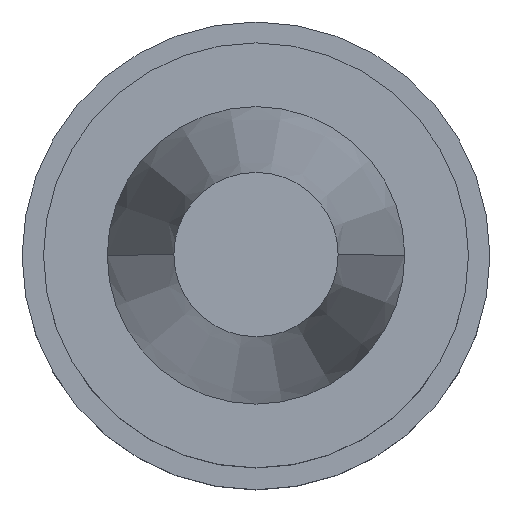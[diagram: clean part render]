
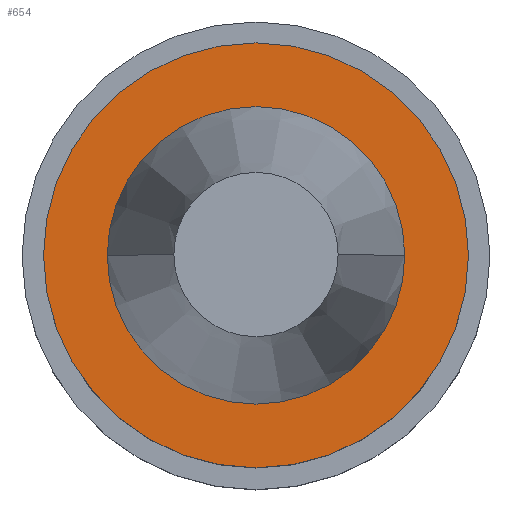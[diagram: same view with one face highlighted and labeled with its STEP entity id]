
A CAD part, top view. The second image highlights one B-rep face of the part: STEP entity #654.
In plain terms, the highlighted planar face has unit normal (0, 0, 1).
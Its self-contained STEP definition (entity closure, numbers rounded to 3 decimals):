
#37 = DIRECTION ( 'NONE',  ( 0., 0., 1. ) ) ;
#57 = EDGE_CURVE ( 'NONE', #421, #703, #513, .T. ) ;
#60 = DIRECTION ( 'NONE',  ( 0., 0., 1. ) ) ;
#76 = EDGE_CURVE ( 'NONE', #539, #863, #1017, .T. ) ;
#111 = ORIENTED_EDGE ( 'NONE', *, *, #531, .F. ) ;
#121 = ORIENTED_EDGE ( 'NONE', *, *, #57, .T. ) ;
#167 = DIRECTION ( 'NONE',  ( 0., 0., 1. ) ) ;
#219 = DIRECTION ( 'NONE',  ( 0., 0., 1. ) ) ;
#224 = ORIENTED_EDGE ( 'NONE', *, *, #76, .F. ) ;
#289 = CIRCLE ( 'NONE', #331, 31.75 ) ;
#318 = DIRECTION ( 'NONE',  ( 1., 0., 0. ) ) ;
#331 = AXIS2_PLACEMENT_3D ( 'NONE', #546, #167, #924 ) ;
#414 = CARTESIAN_POINT ( 'NONE',  ( 0., 0., -1. ) ) ;
#421 = VERTEX_POINT ( 'NONE', #754 ) ;
#425 = DIRECTION ( 'NONE',  ( 1., 0., 0. ) ) ;
#439 = CARTESIAN_POINT ( 'NONE',  ( 0., 31.75, -1. ) ) ;
#444 = PLANE ( 'NONE',  #650 ) ;
#497 = CARTESIAN_POINT ( 'NONE',  ( -31.75, 0., -1. ) ) ;
#513 = CIRCLE ( 'NONE', #956, 31.75 ) ;
#531 = EDGE_CURVE ( 'NONE', #863, #539, #1196, .T. ) ;
#539 = VERTEX_POINT ( 'NONE', #991 ) ;
#546 = CARTESIAN_POINT ( 'NONE',  ( 0., 0., -1. ) ) ;
#552 = FACE_BOUND ( 'NONE', #732, .T. ) ;
#603 = EDGE_LOOP ( 'NONE', ( #121, #800 ) ) ;
#647 = FACE_OUTER_BOUND ( 'NONE', #603, .T. ) ;
#650 = AXIS2_PLACEMENT_3D ( 'NONE', #439, #907, #813 ) ;
#654 = ADVANCED_FACE ( 'NONE', ( #552, #647 ), #444, .F. ) ;
#670 = EDGE_CURVE ( 'NONE', #703, #421, #289, .T. ) ;
#696 = CARTESIAN_POINT ( 'NONE',  ( -22.225, 0., -1. ) ) ;
#702 = CARTESIAN_POINT ( 'NONE',  ( 0., 0., -1. ) ) ;
#703 = VERTEX_POINT ( 'NONE', #497 ) ;
#732 = EDGE_LOOP ( 'NONE', ( #224, #111 ) ) ;
#754 = CARTESIAN_POINT ( 'NONE',  ( 31.75, 0., -1. ) ) ;
#790 = AXIS2_PLACEMENT_3D ( 'NONE', #414, #60, #425 ) ;
#800 = ORIENTED_EDGE ( 'NONE', *, *, #670, .T. ) ;
#813 = DIRECTION ( 'NONE',  ( -1., 0., 0. ) ) ;
#863 = VERTEX_POINT ( 'NONE', #696 ) ;
#907 = DIRECTION ( 'NONE',  ( 0., 0., -1. ) ) ;
#924 = DIRECTION ( 'NONE',  ( 1., 0., 0. ) ) ;
#956 = AXIS2_PLACEMENT_3D ( 'NONE', #988, #219, #1177 ) ;
#988 = CARTESIAN_POINT ( 'NONE',  ( 0., 0., -1. ) ) ;
#991 = CARTESIAN_POINT ( 'NONE',  ( 22.225, 0., -1. ) ) ;
#996 = AXIS2_PLACEMENT_3D ( 'NONE', #702, #37, #318 ) ;
#1017 = CIRCLE ( 'NONE', #996, 22.225 ) ;
#1177 = DIRECTION ( 'NONE',  ( 1., 0., 0. ) ) ;
#1196 = CIRCLE ( 'NONE', #790, 22.225 ) ;
